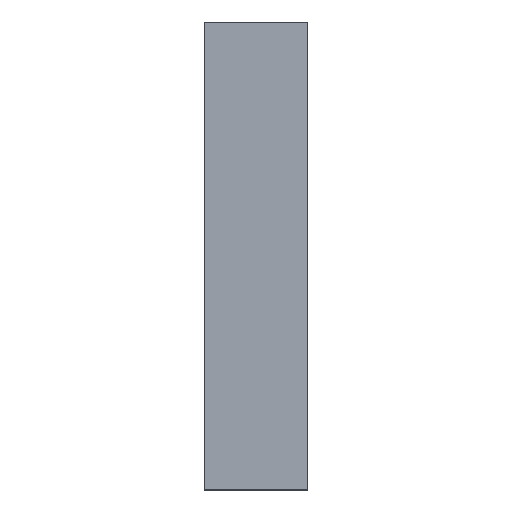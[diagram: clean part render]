
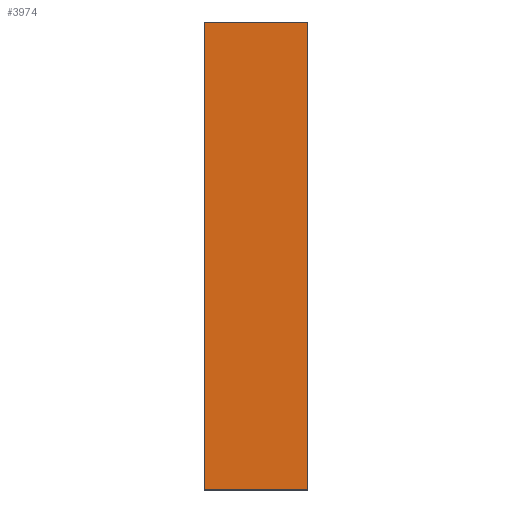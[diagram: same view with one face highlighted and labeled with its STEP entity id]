
A CAD part, top view. The second image highlights one B-rep face of the part: STEP entity #3974.
In plain terms, the highlighted planar face has unit normal (0, 0, 1).
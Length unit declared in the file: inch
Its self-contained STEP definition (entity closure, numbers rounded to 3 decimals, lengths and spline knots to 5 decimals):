
#19 = CARTESIAN_POINT ( 'NONE',  ( 8.75, -39.5, 0. ) ) ;
#276 = VECTOR ( 'NONE', #5303, 39.37008 ) ;
#300 = PLANE ( 'NONE',  #3500 ) ;
#385 = DIRECTION ( 'NONE',  ( 1., 0., 0. ) ) ;
#596 = EDGE_LOOP ( 'NONE', ( #1259, #1411, #3362, #1909 ) ) ;
#727 = FACE_OUTER_BOUND ( 'NONE', #596, .T. ) ;
#910 = CARTESIAN_POINT ( 'NONE',  ( -8.75, 0., 0. ) ) ;
#966 = EDGE_CURVE ( 'NONE', #1625, #5168, #3143, .T. ) ;
#1259 = ORIENTED_EDGE ( 'NONE', *, *, #3444, .T. ) ;
#1351 = EDGE_CURVE ( 'NONE', #5168, #5055, #3078, .T. ) ;
#1372 = VERTEX_POINT ( 'NONE', #3024 ) ;
#1411 = ORIENTED_EDGE ( 'NONE', *, *, #1946, .T. ) ;
#1439 = CARTESIAN_POINT ( 'NONE',  ( -8.75, 39.5, 0. ) ) ;
#1625 = VERTEX_POINT ( 'NONE', #1439 ) ;
#1909 = ORIENTED_EDGE ( 'NONE', *, *, #1351, .T. ) ;
#1931 = VECTOR ( 'NONE', #4293, 39.37008 ) ;
#1946 = EDGE_CURVE ( 'NONE', #1372, #1625, #2549, .T. ) ;
#2047 = CARTESIAN_POINT ( 'NONE',  ( 0., 0., 0. ) ) ;
#2280 = VECTOR ( 'NONE', #3059, 39.37008 ) ;
#2549 = LINE ( 'NONE', #4265, #1931 ) ;
#3024 = CARTESIAN_POINT ( 'NONE',  ( 8.75, 39.5, 0. ) ) ;
#3059 = DIRECTION ( 'NONE',  ( 0., -1., 0. ) ) ;
#3078 = LINE ( 'NONE', #3104, #276 ) ;
#3104 = CARTESIAN_POINT ( 'NONE',  ( 0., -39.5, 0. ) ) ;
#3143 = LINE ( 'NONE', #910, #2280 ) ;
#3362 = ORIENTED_EDGE ( 'NONE', *, *, #966, .T. ) ;
#3397 = DIRECTION ( 'NONE',  ( 0., 1., 0. ) ) ;
#3444 = EDGE_CURVE ( 'NONE', #5055, #1372, #5563, .T. ) ;
#3455 = CARTESIAN_POINT ( 'NONE',  ( 8.75, 0., 0. ) ) ;
#3500 = AXIS2_PLACEMENT_3D ( 'NONE', #2047, #4303, #385 ) ;
#3588 = VECTOR ( 'NONE', #3397, 39.37008 ) ;
#3647 = CARTESIAN_POINT ( 'NONE',  ( -8.75, -39.5, 0. ) ) ;
#3974 = ADVANCED_FACE ( 'NONE', ( #727 ), #300, .T. ) ;
#4265 = CARTESIAN_POINT ( 'NONE',  ( 0., 39.5, 0. ) ) ;
#4293 = DIRECTION ( 'NONE',  ( -1., 0., 0. ) ) ;
#4303 = DIRECTION ( 'NONE',  ( 0., 0., 1. ) ) ;
#5055 = VERTEX_POINT ( 'NONE', #19 ) ;
#5168 = VERTEX_POINT ( 'NONE', #3647 ) ;
#5303 = DIRECTION ( 'NONE',  ( 1., 0., 0. ) ) ;
#5563 = LINE ( 'NONE', #3455, #3588 ) ;
